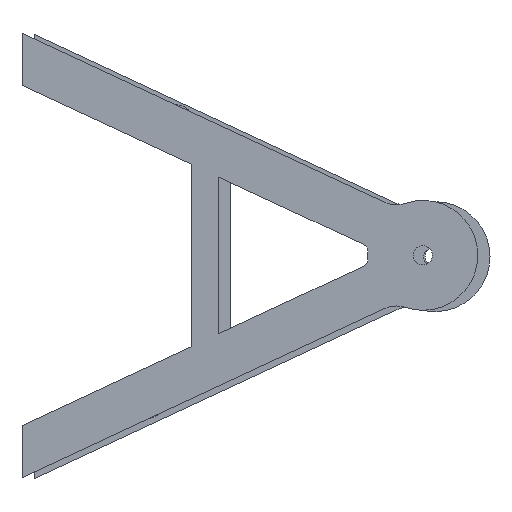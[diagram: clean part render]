
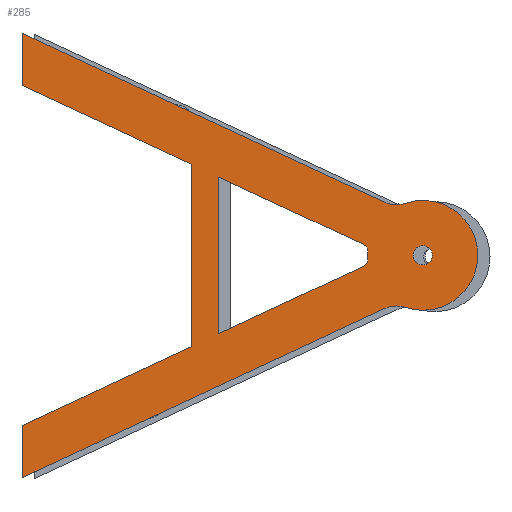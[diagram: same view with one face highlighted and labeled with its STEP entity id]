
A CAD part, front view. The second image highlights one B-rep face of the part: STEP entity #285.
In plain terms, the highlighted planar face has unit normal (0, -1, 0).
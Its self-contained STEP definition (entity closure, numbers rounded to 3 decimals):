
#285=ADVANCED_FACE('',(#351,#353,#355),#357,.F.);
#351=FACE_BOUND('',#352,.T.);
#352=EDGE_LOOP('',(#671,#672,#673,#674,#675,#676,#677,#678,#679,#680));
#353=FACE_BOUND('',#354,.T.);
#354=EDGE_LOOP('',(#681));
#355=FACE_BOUND('',#356,.T.);
#356=EDGE_LOOP('',(#682,#683,#684,#685,#686,#687));
#357=PLANE('',#358);
#358=AXIS2_PLACEMENT_3D('',#359,#360,#361);
#359=CARTESIAN_POINT('',(0.,0.,0.));
#360=DIRECTION('',(0.,1.,0.));
#361=DIRECTION('',(-1.,0.,0.));
#671=ORIENTED_EDGE('',*,*,#810,.F.);
#672=ORIENTED_EDGE('',*,*,#811,.F.);
#673=ORIENTED_EDGE('',*,*,#812,.F.);
#674=ORIENTED_EDGE('',*,*,#813,.F.);
#675=ORIENTED_EDGE('',*,*,#814,.F.);
#676=ORIENTED_EDGE('',*,*,#815,.F.);
#677=ORIENTED_EDGE('',*,*,#816,.F.);
#678=ORIENTED_EDGE('',*,*,#817,.F.);
#679=ORIENTED_EDGE('',*,*,#818,.F.);
#680=ORIENTED_EDGE('',*,*,#819,.F.);
#681=ORIENTED_EDGE('',*,*,#791,.T.);
#682=ORIENTED_EDGE('',*,*,#820,.F.);
#683=ORIENTED_EDGE('',*,*,#821,.F.);
#684=ORIENTED_EDGE('',*,*,#822,.F.);
#685=ORIENTED_EDGE('',*,*,#823,.F.);
#686=ORIENTED_EDGE('',*,*,#824,.F.);
#687=ORIENTED_EDGE('',*,*,#825,.F.);
#791=EDGE_CURVE('',#862,#862,#863,.T.);
#810=EDGE_CURVE('',#900,#901,#902,.T.);
#811=EDGE_CURVE('',#903,#900,#904,.T.);
#812=EDGE_CURVE('',#905,#903,#906,.T.);
#813=EDGE_CURVE('',#907,#905,#908,.T.);
#814=EDGE_CURVE('',#909,#907,#910,.T.);
#815=EDGE_CURVE('',#911,#909,#912,.T.);
#816=EDGE_CURVE('',#913,#911,#914,.T.);
#817=EDGE_CURVE('',#915,#913,#916,.T.);
#818=EDGE_CURVE('',#917,#915,#918,.T.);
#819=EDGE_CURVE('',#901,#917,#919,.T.);
#820=EDGE_CURVE('',#920,#921,#922,.T.);
#821=EDGE_CURVE('',#923,#920,#924,.T.);
#822=EDGE_CURVE('',#925,#923,#926,.T.);
#823=EDGE_CURVE('',#927,#925,#928,.T.);
#824=EDGE_CURVE('',#929,#927,#930,.T.);
#825=EDGE_CURVE('',#921,#929,#931,.T.);
#862=VERTEX_POINT('',#989);
#863=CIRCLE('',#990,3.5);
#900=VERTEX_POINT('',#1074);
#901=VERTEX_POINT('',#1075);
#902=LINE('',#1076,#1077);
#903=VERTEX_POINT('',#1079);
#904=CIRCLE('',#1080,10.);
#905=VERTEX_POINT('',#1084);
#906=CIRCLE('',#1085,20.);
#907=VERTEX_POINT('',#1089);
#908=CIRCLE('',#1090,10.);
#909=VERTEX_POINT('',#1094);
#910=LINE('',#1095,#1096);
#911=VERTEX_POINT('',#1098);
#912=LINE('',#1099,#1100);
#913=VERTEX_POINT('',#1102);
#914=LINE('',#1103,#1104);
#915=VERTEX_POINT('',#1106);
#916=LINE('',#1107,#1108);
#917=VERTEX_POINT('',#1110);
#918=LINE('',#1111,#1112);
#919=LINE('',#1114,#1115);
#920=VERTEX_POINT('',#1117);
#921=VERTEX_POINT('',#1118);
#922=LINE('',#1119,#1120);
#923=VERTEX_POINT('',#1122);
#924=CIRCLE('',#1123,3.);
#925=VERTEX_POINT('',#1127);
#926=CIRCLE('',#1128,20.);
#927=VERTEX_POINT('',#1132);
#928=CIRCLE('',#1133,3.);
#929=VERTEX_POINT('',#1137);
#930=LINE('',#1138,#1139);
#931=LINE('',#1141,#1142);
#989=CARTESIAN_POINT('',(0.,0.,3.5));
#990=AXIS2_PLACEMENT_3D('',#991,#992,#993);
#991=CARTESIAN_POINT('',(0.,0.,0.));
#992=DIRECTION('',(0.,1.,0.));
#993=DIRECTION('',(0.,0.,1.));
#1074=CARTESIAN_POINT('',(-13.885,0.,-19.34));
#1075=CARTESIAN_POINT('',(-145.746,0.,-80.827));
#1076=CARTESIAN_POINT('',(-13.885,0.,-19.34));
#1077=VECTOR('',#1078,1.);
#1078=DIRECTION('',(-0.906,0.,-0.423));
#1079=CARTESIAN_POINT('',(-6.439,0.,-18.935));
#1080=AXIS2_PLACEMENT_3D('',#1081,#1082,#1083);
#1081=CARTESIAN_POINT('',(-9.659,0.,-28.403));
#1082=DIRECTION('',(0.,-1.,0.));
#1083=DIRECTION('',(0.322,0.,0.947));
#1084=CARTESIAN_POINT('',(-6.442,0.,18.934));
#1085=AXIS2_PLACEMENT_3D('',#1086,#1087,#1088);
#1086=CARTESIAN_POINT('',(0.,0.,0.));
#1087=DIRECTION('',(0.,1.,0.));
#1088=DIRECTION('',(-0.322,0.,0.947));
#1089=CARTESIAN_POINT('',(-13.883,0.,19.335));
#1090=AXIS2_PLACEMENT_3D('',#1091,#1092,#1093);
#1091=CARTESIAN_POINT('',(-9.663,0.,28.401));
#1092=DIRECTION('',(0.,-1.,0.));
#1093=DIRECTION('',(-0.422,0.,-0.907));
#1094=CARTESIAN_POINT('',(-145.79,0.,80.733));
#1095=CARTESIAN_POINT('',(-145.79,0.,80.733));
#1096=VECTOR('',#1097,1.);
#1097=DIRECTION('',(0.907,0.,-0.422));
#1098=CARTESIAN_POINT('',(-145.79,0.,61.78));
#1099=CARTESIAN_POINT('',(-145.79,0.,61.78));
#1100=VECTOR('',#1101,1.);
#1101=DIRECTION('',(0.,0.,1.));
#1102=CARTESIAN_POINT('',(-84.242,0.,33.132));
#1103=CARTESIAN_POINT('',(-84.242,0.,33.132));
#1104=VECTOR('',#1105,1.);
#1105=DIRECTION('',(-0.907,0.,0.422));
#1106=CARTESIAN_POINT('',(-84.242,0.,-33.186));
#1107=CARTESIAN_POINT('',(-84.242,0.,-33.186));
#1108=VECTOR('',#1109,1.);
#1109=DIRECTION('',(0.,0.,1.));
#1110=CARTESIAN_POINT('',(-145.79,0.,-61.886));
#1111=CARTESIAN_POINT('',(-145.79,0.,-61.886));
#1112=VECTOR('',#1113,1.);
#1113=DIRECTION('',(0.906,0.,0.423));
#1114=CARTESIAN_POINT('',(-145.746,0.,-80.827));
#1115=VECTOR('',#1116,1.);
#1116=DIRECTION('',(-0.002,0.,1.));
#1117=CARTESIAN_POINT('',(-21.697,0.,4.019));
#1118=CARTESIAN_POINT('',(-74.242,0.,28.477));
#1119=CARTESIAN_POINT('',(-21.697,0.,4.019));
#1120=VECTOR('',#1121,1.);
#1121=DIRECTION('',(-0.907,0.,0.422));
#1122=CARTESIAN_POINT('',(-19.968,0.,1.13));
#1123=AXIS2_PLACEMENT_3D('',#1124,#1125,#1126);
#1124=CARTESIAN_POINT('',(-22.963,0.,1.299));
#1125=DIRECTION('',(0.,-1.,0.));
#1126=DIRECTION('',(0.998,0.,-0.056));
#1127=CARTESIAN_POINT('',(-19.968,0.,-1.131));
#1128=AXIS2_PLACEMENT_3D('',#1129,#1130,#1131);
#1129=CARTESIAN_POINT('',(0.,0.,0.));
#1130=DIRECTION('',(0.,1.,0.));
#1131=DIRECTION('',(-0.998,0.,-0.057));
#1132=CARTESIAN_POINT('',(-21.695,0.,-4.02));
#1133=AXIS2_PLACEMENT_3D('',#1134,#1135,#1136);
#1134=CARTESIAN_POINT('',(-22.963,0.,-1.301));
#1135=DIRECTION('',(0.,-1.,0.));
#1136=DIRECTION('',(0.423,0.,-0.906));
#1137=CARTESIAN_POINT('',(-74.242,0.,-28.523));
#1138=CARTESIAN_POINT('',(-74.242,0.,-28.523));
#1139=VECTOR('',#1140,1.);
#1140=DIRECTION('',(0.906,0.,0.423));
#1141=CARTESIAN_POINT('',(-74.242,0.,28.477));
#1142=VECTOR('',#1143,1.);
#1143=DIRECTION('',(0.,0.,-1.));
